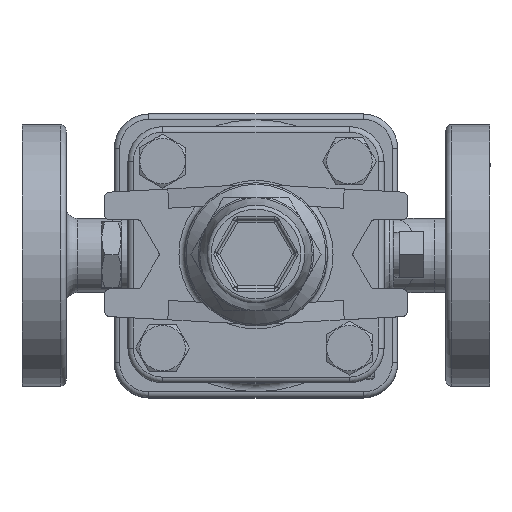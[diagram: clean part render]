
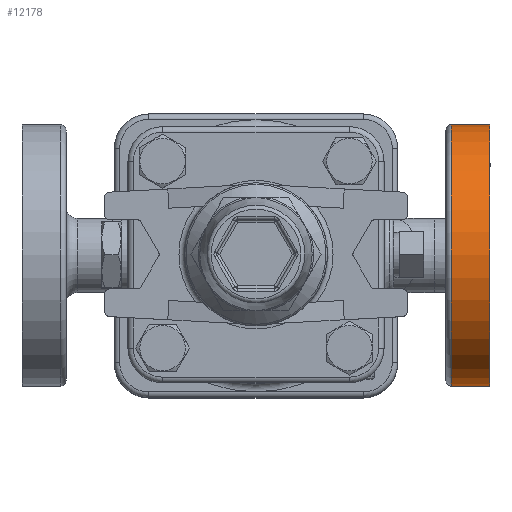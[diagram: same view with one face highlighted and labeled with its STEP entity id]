
A CAD part, top view. The second image highlights one B-rep face of the part: STEP entity #12178.
In plain terms, the highlighted cylindrical face has radius 47.5 mm (diameter 95 mm), a full revolution.
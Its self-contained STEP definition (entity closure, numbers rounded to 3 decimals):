
#697=CYLINDRICAL_SURFACE('',#13472,47.5);
#1074=FACE_BOUND('',#3503,.T.);
#1740=CIRCLE('',#13464,47.5);
#1747=CIRCLE('',#13473,47.5);
#2515=FACE_OUTER_BOUND('',#3502,.T.);
#3502=EDGE_LOOP('',(#11044));
#3503=EDGE_LOOP('',(#11045));
#5968=VERTEX_POINT('',#34418);
#5975=VERTEX_POINT('',#34434);
#7672=EDGE_CURVE('',#5968,#5968,#1740,.T.);
#7679=EDGE_CURVE('',#5975,#5975,#1747,.T.);
#11044=ORIENTED_EDGE('',*,*,#7679,.F.);
#11045=ORIENTED_EDGE('',*,*,#7672,.F.);
#12178=ADVANCED_FACE('',(#2515,#1074),#697,.T.);
#13464=AXIS2_PLACEMENT_3D('',#34419,#16689,#16690);
#13472=AXIS2_PLACEMENT_3D('',#34433,#16705,#16706);
#13473=AXIS2_PLACEMENT_3D('',#34435,#16707,#16708);
#16689=DIRECTION('center_axis',(-1.,0.,0.));
#16690=DIRECTION('ref_axis',(0.,0.,-1.));
#16705=DIRECTION('center_axis',(1.,0.,0.));
#16706=DIRECTION('ref_axis',(0.,0.,-1.));
#16707=DIRECTION('center_axis',(1.,0.,0.));
#16708=DIRECTION('ref_axis',(0.,0.,-1.));
#34418=CARTESIAN_POINT('',(71.,0.,125.5));
#34419=CARTESIAN_POINT('Origin',(71.,0.,78.));
#34433=CARTESIAN_POINT('Origin',(85.,0.,78.));
#34434=CARTESIAN_POINT('',(85.,0.,125.5));
#34435=CARTESIAN_POINT('Origin',(85.,0.,78.));
